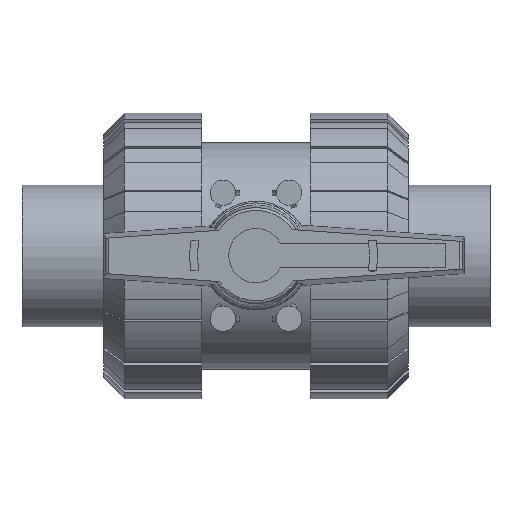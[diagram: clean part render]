
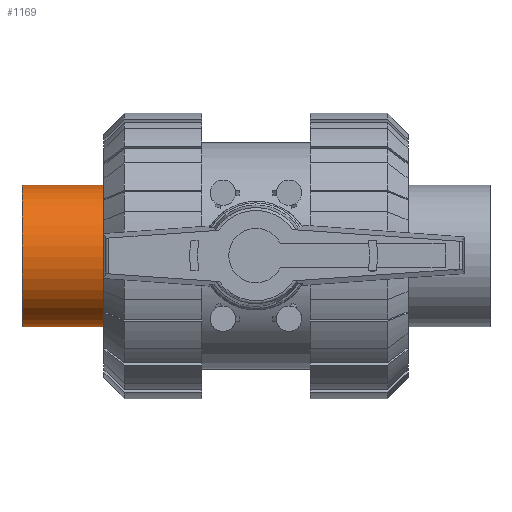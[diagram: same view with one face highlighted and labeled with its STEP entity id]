
A CAD part, top view. The second image highlights one B-rep face of the part: STEP entity #1169.
In plain terms, the highlighted free-form (B-spline) face has degree [8, 1] with [9, 2] control points.
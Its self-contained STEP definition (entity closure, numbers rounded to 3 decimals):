
#1169=ADVANCED_FACE('',(#2625),#2626,.T.);
#2625=FACE_OUTER_BOUND('',#5157,.T.);
#2626=B_SPLINE_SURFACE_WITH_KNOTS('',8,1,((#5158,#5159),(#5160,#5161),(#5162,#5163),(#5164,#5165),(#5166,#5167),(#5168,#5169),(#5170,#5171),(#5172,#5173),(#5174,#5175)),.UNSPECIFIED.,.F.,.F.,.F.,(9,9),(2,2),(-3.143,0.001),(30.734,84.736),.UNSPECIFIED.);
#5157=EDGE_LOOP('',(#8814,#8815,#8816,#8817));
#5158=CARTESIAN_POINT('',(-94.499,-45.,99.955));
#5159=CARTESIAN_POINT('',(-148.501,-45.,99.955));
#5160=CARTESIAN_POINT('',(-94.499,-45.018,117.638));
#5161=CARTESIAN_POINT('',(-148.501,-45.018,117.638));
#5162=CARTESIAN_POINT('',(-94.499,-37.096,135.328));
#5163=CARTESIAN_POINT('',(-148.501,-37.096,135.328));
#5164=CARTESIAN_POINT('',(-94.499,-21.235,148.866));
#5165=CARTESIAN_POINT('',(-148.501,-21.235,148.866));
#5166=CARTESIAN_POINT('',(-94.499,0.005,154.094));
#5167=CARTESIAN_POINT('',(-148.501,0.005,154.094));
#5168=CARTESIAN_POINT('',(-94.499,21.23,148.866));
#5169=CARTESIAN_POINT('',(-148.501,21.23,148.866));
#5170=CARTESIAN_POINT('',(-94.499,37.095,135.328));
#5171=CARTESIAN_POINT('',(-148.501,37.095,135.328));
#5172=CARTESIAN_POINT('',(-94.499,45.018,117.638));
#5173=CARTESIAN_POINT('',(-148.501,45.018,117.638));
#5174=CARTESIAN_POINT('',(-94.499,45.,99.955));
#5175=CARTESIAN_POINT('',(-148.501,45.,99.955));
#8814=ORIENTED_EDGE('',*,*,#13245,.F.);
#8815=ORIENTED_EDGE('',*,*,#13243,.T.);
#8816=ORIENTED_EDGE('',*,*,#13173,.T.);
#8817=ORIENTED_EDGE('',*,*,#13242,.T.);
#13173=EDGE_CURVE('',#15847,#15848,#15849,.T.);
#13242=EDGE_CURVE('',#15848,#15981,#15984,.T.);
#13243=EDGE_CURVE('',#15982,#15847,#15985,.T.);
#13245=EDGE_CURVE('',#15982,#15981,#15987,.T.);
#15847=VERTEX_POINT('',#20794);
#15848=VERTEX_POINT('',#20795);
#15849=B_SPLINE_CURVE_WITH_KNOTS('',8,(#20796,#20797,#20798,#20799,#20800,#20801,#20802,#20803,#20804),.UNSPECIFIED.,.F.,.F.,(9,9),(0.0,0.141),.UNSPECIFIED.);
#15981=VERTEX_POINT('',#21232);
#15982=VERTEX_POINT('',#21233);
#15984=LINE('',#21243,#21244);
#15985=LINE('',#21245,#21246);
#15987=B_SPLINE_CURVE_WITH_KNOTS('',8,(#21248,#21249,#21250,#21251,#21252,#21253,#21254,#21255,#21256),.UNSPECIFIED.,.F.,.F.,(9,9),(0.0,0.141),.UNSPECIFIED.);
#20794=CARTESIAN_POINT('',(-148.5,45.,100.));
#20795=CARTESIAN_POINT('',(-148.5,-45.,100.));
#20796=CARTESIAN_POINT('',(-148.5,45.,100.));
#20797=CARTESIAN_POINT('',(-148.5,45.,117.671));
#20798=CARTESIAN_POINT('',(-148.5,37.07,135.343));
#20799=CARTESIAN_POINT('',(-148.5,21.211,148.861));
#20800=CARTESIAN_POINT('',(-148.5,0.005,154.08));
#20801=CARTESIAN_POINT('',(-148.5,-21.216,148.861));
#20802=CARTESIAN_POINT('',(-148.5,-37.07,135.343));
#20803=CARTESIAN_POINT('',(-148.5,-45.,117.671));
#20804=CARTESIAN_POINT('',(-148.5,-45.,100.));
#21232=CARTESIAN_POINT('',(-94.5,-45.,100.));
#21233=CARTESIAN_POINT('',(-94.5,45.,100.));
#21243=CARTESIAN_POINT('',(-121.5,-45.,100.));
#21244=VECTOR('',#26464,1000.0);
#21245=CARTESIAN_POINT('',(-121.5,45.,100.));
#21246=VECTOR('',#26465,1000.0);
#21248=CARTESIAN_POINT('',(-94.5,45.,100.));
#21249=CARTESIAN_POINT('',(-94.5,45.,117.671));
#21250=CARTESIAN_POINT('',(-94.5,37.07,135.343));
#21251=CARTESIAN_POINT('',(-94.5,21.211,148.861));
#21252=CARTESIAN_POINT('',(-94.5,0.005,154.08));
#21253=CARTESIAN_POINT('',(-94.5,-21.216,148.861));
#21254=CARTESIAN_POINT('',(-94.5,-37.07,135.343));
#21255=CARTESIAN_POINT('',(-94.5,-45.,117.671));
#21256=CARTESIAN_POINT('',(-94.5,-45.,100.));
#26464=DIRECTION('',(1.0,0.0,-0.0));
#26465=DIRECTION('',(-1.0,0.0,0.0));
